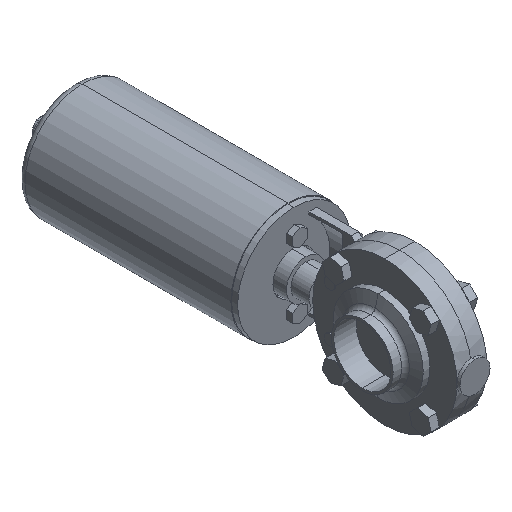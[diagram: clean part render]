
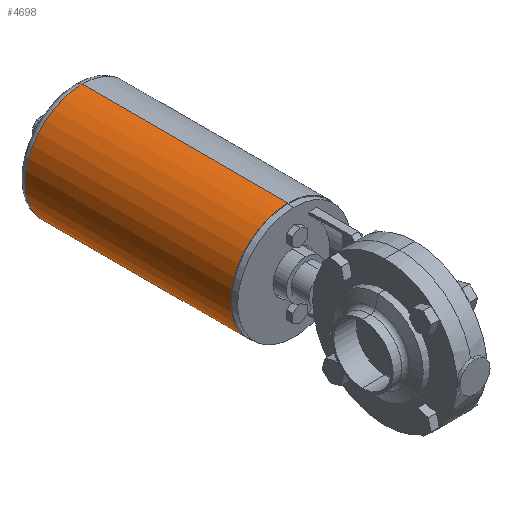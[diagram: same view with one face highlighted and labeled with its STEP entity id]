
A CAD part, isometric view. The second image highlights one B-rep face of the part: STEP entity #4698.
In plain terms, the highlighted cylindrical face has radius 38 mm (diameter 76 mm), a partial arc.
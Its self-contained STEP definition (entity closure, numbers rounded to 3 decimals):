
#120 = VECTOR ( 'NONE', #2247, 1000. ) ;
#240 = AXIS2_PLACEMENT_3D ( 'NONE', #321, #1940, #2763 ) ;
#321 = CARTESIAN_POINT ( 'NONE',  ( 0., 142., 0. ) ) ;
#338 = AXIS2_PLACEMENT_3D ( 'NONE', #2899, #2108, #966 ) ;
#466 = CARTESIAN_POINT ( 'NONE',  ( 0., 142., -38. ) ) ;
#665 = CARTESIAN_POINT ( 'NONE',  ( 0., 0., 38. ) ) ;
#698 = CARTESIAN_POINT ( 'NONE',  ( 0., 137., 38. ) ) ;
#966 = DIRECTION ( 'NONE',  ( 0., 0., 1. ) ) ;
#1068 = EDGE_CURVE ( 'NONE', #3969, #4674, #4401, .T. ) ;
#1308 = DIRECTION ( 'NONE',  ( 0., 0., 1. ) ) ;
#1414 = EDGE_CURVE ( 'NONE', #3969, #4466, #4198, .T. ) ;
#1716 = CIRCLE ( 'NONE', #338, 38. ) ;
#1719 = DIRECTION ( 'NONE',  ( 0., -1., 0. ) ) ;
#1940 = DIRECTION ( 'NONE',  ( 0., -1., 0. ) ) ;
#2108 = DIRECTION ( 'NONE',  ( 0., 1., 0. ) ) ;
#2247 = DIRECTION ( 'NONE',  ( 0., -1., 0. ) ) ;
#2763 = DIRECTION ( 'NONE',  ( 0., 0., -1. ) ) ;
#2795 = CYLINDRICAL_SURFACE ( 'NONE', #240, 38. ) ;
#2878 = DIRECTION ( 'NONE',  ( 0., -1., 0. ) ) ;
#2899 = CARTESIAN_POINT ( 'NONE',  ( 0., 0., 0. ) ) ;
#2966 = ORIENTED_EDGE ( 'NONE', *, *, #1414, .F. ) ;
#3043 = CARTESIAN_POINT ( 'NONE',  ( 0., 142., 38. ) ) ;
#3516 = VECTOR ( 'NONE', #1719, 1000. ) ;
#3690 = VERTEX_POINT ( 'NONE', #4108 ) ;
#3719 = CARTESIAN_POINT ( 'NONE',  ( 0., 137., 0. ) ) ;
#3746 = EDGE_LOOP ( 'NONE', ( #2966, #3817, #4412, #5150 ) ) ;
#3805 = AXIS2_PLACEMENT_3D ( 'NONE', #3719, #2878, #1308 ) ;
#3817 = ORIENTED_EDGE ( 'NONE', *, *, #1068, .T. ) ;
#3969 = VERTEX_POINT ( 'NONE', #698 ) ;
#3992 = CARTESIAN_POINT ( 'NONE',  ( 0., 137., -38. ) ) ;
#4108 = CARTESIAN_POINT ( 'NONE',  ( 0., 0., -38. ) ) ;
#4174 = EDGE_CURVE ( 'NONE', #4674, #3690, #5227, .T. ) ;
#4198 = LINE ( 'NONE', #3043, #120 ) ;
#4401 = CIRCLE ( 'NONE', #3805, 38. ) ;
#4412 = ORIENTED_EDGE ( 'NONE', *, *, #4174, .T. ) ;
#4443 = FACE_OUTER_BOUND ( 'NONE', #3746, .T. ) ;
#4466 = VERTEX_POINT ( 'NONE', #665 ) ;
#4674 = VERTEX_POINT ( 'NONE', #3992 ) ;
#4698 = ADVANCED_FACE ( 'NONE', ( #4443 ), #2795, .T. ) ;
#4829 = EDGE_CURVE ( 'NONE', #3690, #4466, #1716, .T. ) ;
#5150 = ORIENTED_EDGE ( 'NONE', *, *, #4829, .T. ) ;
#5227 = LINE ( 'NONE', #466, #3516 ) ;
